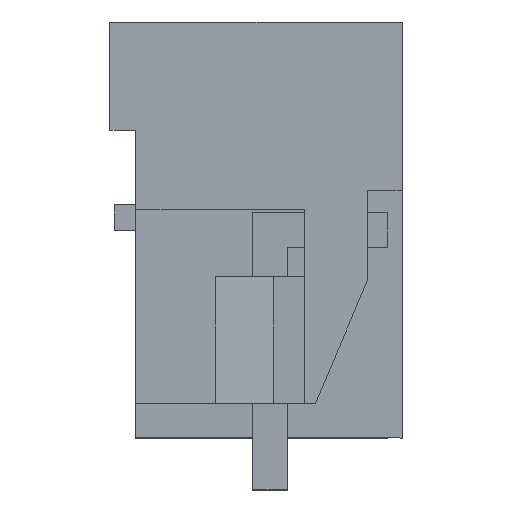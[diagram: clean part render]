
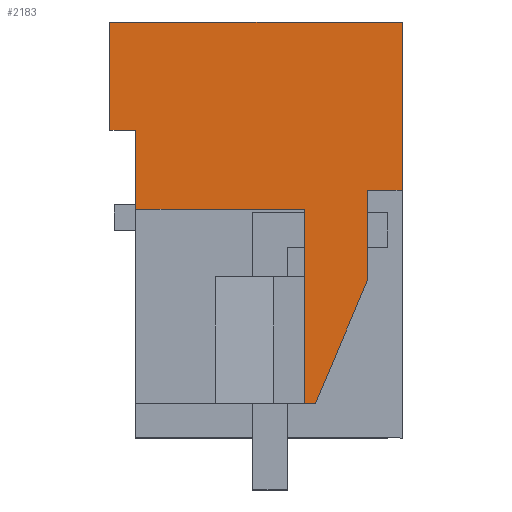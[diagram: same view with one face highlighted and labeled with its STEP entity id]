
A CAD part, left-side view. The second image highlights one B-rep face of the part: STEP entity #2183.
In plain terms, the highlighted planar face has unit normal (-1, 0, 0).
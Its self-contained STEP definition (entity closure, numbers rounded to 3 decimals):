
#2116=AXIS2_PLACEMENT_3D('Plane Axis2P3D',#2113,#2114,#2115) ;
#403=CARTESIAN_POINT('Vertex',(0.,7.68,8.1)) ;
#406=CARTESIAN_POINT('Line Origine',(0.,7.68,9.24)) ;
#410=CARTESIAN_POINT('Vertex',(0.,7.68,10.38)) ;
#1945=CARTESIAN_POINT('Vertex',(0.,2.501,2.5)) ;
#1948=CARTESIAN_POINT('Line Origine',(0.,2.655,2.5)) ;
#1952=CARTESIAN_POINT('Vertex',(0.,2.81,2.5)) ;
#2098=CARTESIAN_POINT('Vertex',(0.,2.81,8.1)) ;
#2101=CARTESIAN_POINT('Line Origine',(0.,5.245,8.1)) ;
#2113=CARTESIAN_POINT('Axis2P3D Location',(0.,8.43,0.)) ;
#2118=CARTESIAN_POINT('Line Origine',(0.,1.752,4.268)) ;
#2122=CARTESIAN_POINT('Vertex',(0.,1.003,6.035)) ;
#2125=CARTESIAN_POINT('Line Origine',(0.,1.003,7.341)) ;
#2129=CARTESIAN_POINT('Vertex',(0.,1.003,8.646)) ;
#2132=CARTESIAN_POINT('Line Origine',(0.,0.501,8.646)) ;
#2136=CARTESIAN_POINT('Vertex',(0.,0.,8.646)) ;
#2139=CARTESIAN_POINT('Line Origine',(0.,0.,11.073)) ;
#2143=CARTESIAN_POINT('Vertex',(0.,0.,13.5)) ;
#2146=CARTESIAN_POINT('Line Origine',(0.,4.215,13.5)) ;
#2150=CARTESIAN_POINT('Vertex',(0.,8.43,13.5)) ;
#2153=CARTESIAN_POINT('Line Origine',(0.,8.43,11.94)) ;
#2157=CARTESIAN_POINT('Vertex',(0.,8.43,10.38)) ;
#2160=CARTESIAN_POINT('Line Origine',(0.,8.055,10.38)) ;
#2165=CARTESIAN_POINT('Line Origine',(0.,2.81,5.3)) ;
#407=DIRECTION('Vector Direction',(0.,0.,-1.)) ;
#1949=DIRECTION('Vector Direction',(0.,1.,0.)) ;
#2102=DIRECTION('Vector Direction',(0.,1.,0.)) ;
#2114=DIRECTION('Axis2P3D Direction',(-1.,0.,0.)) ;
#2115=DIRECTION('Axis2P3D XDirection',(0.,1.,0.)) ;
#2119=DIRECTION('Vector Direction',(0.,0.39,-0.921)) ;
#2126=DIRECTION('Vector Direction',(0.,0.,-1.)) ;
#2133=DIRECTION('Vector Direction',(0.,1.,0.)) ;
#2140=DIRECTION('Vector Direction',(0.,0.,1.)) ;
#2147=DIRECTION('Vector Direction',(0.,1.,0.)) ;
#2154=DIRECTION('Vector Direction',(0.,0.,-1.)) ;
#2161=DIRECTION('Vector Direction',(0.,-1.,0.)) ;
#2166=DIRECTION('Vector Direction',(0.,0.,1.)) ;
#408=VECTOR('Line Direction',#407,1.) ;
#1950=VECTOR('Line Direction',#1949,1.) ;
#2103=VECTOR('Line Direction',#2102,1.) ;
#2120=VECTOR('Line Direction',#2119,1.) ;
#2127=VECTOR('Line Direction',#2126,1.) ;
#2134=VECTOR('Line Direction',#2133,1.) ;
#2141=VECTOR('Line Direction',#2140,1.) ;
#2148=VECTOR('Line Direction',#2147,1.) ;
#2155=VECTOR('Line Direction',#2154,1.) ;
#2162=VECTOR('Line Direction',#2161,1.) ;
#2167=VECTOR('Line Direction',#2166,1.) ;
#2171=ORIENTED_EDGE('',*,*,#1954,.F.) ;
#2172=ORIENTED_EDGE('',*,*,#2124,.F.) ;
#2173=ORIENTED_EDGE('',*,*,#2131,.F.) ;
#2174=ORIENTED_EDGE('',*,*,#2138,.F.) ;
#2175=ORIENTED_EDGE('',*,*,#2145,.T.) ;
#2176=ORIENTED_EDGE('',*,*,#2152,.T.) ;
#2177=ORIENTED_EDGE('',*,*,#2159,.T.) ;
#2178=ORIENTED_EDGE('',*,*,#2164,.T.) ;
#2179=ORIENTED_EDGE('',*,*,#412,.T.) ;
#2180=ORIENTED_EDGE('',*,*,#2105,.F.) ;
#2181=ORIENTED_EDGE('',*,*,#2169,.F.) ;
#2183=ADVANCED_FACE('HOUSING',(#2182),#2117,.T.) ;
#412=EDGE_CURVE('',#411,#404,#409,.T.) ;
#1954=EDGE_CURVE('',#1946,#1953,#1951,.T.) ;
#2105=EDGE_CURVE('',#2099,#404,#2104,.T.) ;
#2124=EDGE_CURVE('',#2123,#1946,#2121,.T.) ;
#2131=EDGE_CURVE('',#2130,#2123,#2128,.T.) ;
#2138=EDGE_CURVE('',#2137,#2130,#2135,.T.) ;
#2145=EDGE_CURVE('',#2137,#2144,#2142,.T.) ;
#2152=EDGE_CURVE('',#2144,#2151,#2149,.T.) ;
#2159=EDGE_CURVE('',#2151,#2158,#2156,.T.) ;
#2164=EDGE_CURVE('',#2158,#411,#2163,.T.) ;
#2169=EDGE_CURVE('',#1953,#2099,#2168,.T.) ;
#2170=EDGE_LOOP('',(#2171,#2172,#2173,#2174,#2175,#2176,#2177,#2178,#2179,#2180,#2181)) ;
#2182=FACE_OUTER_BOUND('',#2170,.T.) ;
#409=LINE('Line',#406,#408) ;
#1951=LINE('Line',#1948,#1950) ;
#2104=LINE('Line',#2101,#2103) ;
#2121=LINE('Line',#2118,#2120) ;
#2128=LINE('Line',#2125,#2127) ;
#2135=LINE('Line',#2132,#2134) ;
#2142=LINE('Line',#2139,#2141) ;
#2149=LINE('Line',#2146,#2148) ;
#2156=LINE('Line',#2153,#2155) ;
#2163=LINE('Line',#2160,#2162) ;
#2168=LINE('Line',#2165,#2167) ;
#2117=PLANE('',#2116) ;
#404=VERTEX_POINT('',#403) ;
#411=VERTEX_POINT('',#410) ;
#1946=VERTEX_POINT('',#1945) ;
#1953=VERTEX_POINT('',#1952) ;
#2099=VERTEX_POINT('',#2098) ;
#2123=VERTEX_POINT('',#2122) ;
#2130=VERTEX_POINT('',#2129) ;
#2137=VERTEX_POINT('',#2136) ;
#2144=VERTEX_POINT('',#2143) ;
#2151=VERTEX_POINT('',#2150) ;
#2158=VERTEX_POINT('',#2157) ;
